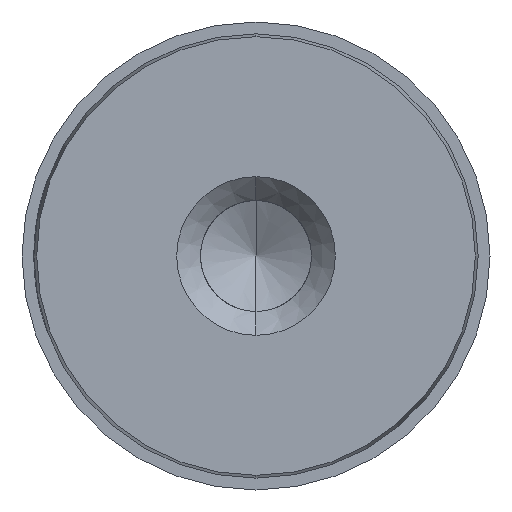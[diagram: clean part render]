
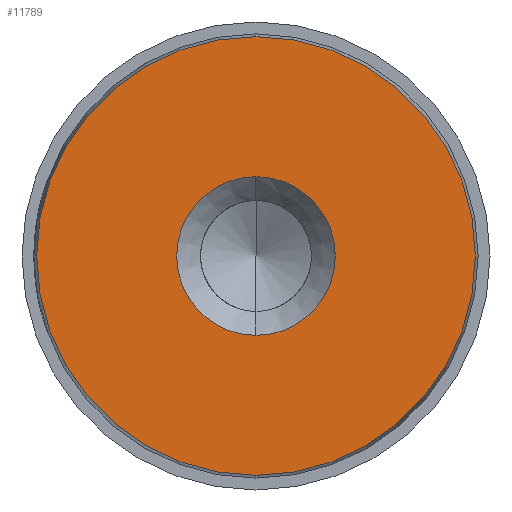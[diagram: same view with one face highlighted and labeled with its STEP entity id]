
A CAD part, left-side view. The second image highlights one B-rep face of the part: STEP entity #11789.
In plain terms, the highlighted planar face has unit normal (-1, 0, 0).
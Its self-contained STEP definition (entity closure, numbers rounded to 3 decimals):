
#369 = VERTEX_POINT ( 'NONE', #11435 ) ;
#721 = EDGE_CURVE ( 'NONE', #11182, #8430, #13886, .T. ) ;
#722 = CIRCLE ( 'NONE', #9757, 5. ) ;
#803 = PLANE ( 'NONE',  #5034 ) ;
#2824 = DIRECTION ( 'NONE',  ( -1., 0., 0. ) ) ;
#3249 = CARTESIAN_POINT ( 'NONE',  ( -84.6, 13., 0. ) ) ;
#3524 = CARTESIAN_POINT ( 'NONE',  ( -84.6, 0., 0. ) ) ;
#4111 = EDGE_CURVE ( 'NONE', #8430, #11182, #11044, .T. ) ;
#4296 = FACE_BOUND ( 'NONE', #15256, .T. ) ;
#5034 = AXIS2_PLACEMENT_3D ( 'NONE', #3249, #5593, #10512 ) ;
#5593 = DIRECTION ( 'NONE',  ( 1., 0., 0. ) ) ;
#5641 = DIRECTION ( 'NONE',  ( 0., 0., 1. ) ) ;
#5918 = CIRCLE ( 'NONE', #13412, 5. ) ;
#6643 = EDGE_CURVE ( 'NONE', #369, #7303, #722, .T. ) ;
#6858 = CARTESIAN_POINT ( 'NONE',  ( -84.6, 0., 0. ) ) ;
#7026 = ORIENTED_EDGE ( 'NONE', *, *, #6643, .F. ) ;
#7303 = VERTEX_POINT ( 'NONE', #15353 ) ;
#8073 = CARTESIAN_POINT ( 'NONE',  ( -84.6, 0., 0. ) ) ;
#8128 = DIRECTION ( 'NONE',  ( -1., 0., 0. ) ) ;
#8430 = VERTEX_POINT ( 'NONE', #11164 ) ;
#9644 = ORIENTED_EDGE ( 'NONE', *, *, #4111, .T. ) ;
#9757 = AXIS2_PLACEMENT_3D ( 'NONE', #8073, #2824, #12928 ) ;
#9982 = AXIS2_PLACEMENT_3D ( 'NONE', #3524, #8128, #13063 ) ;
#10287 = EDGE_CURVE ( 'NONE', #7303, #369, #5918, .T. ) ;
#10512 = DIRECTION ( 'NONE',  ( 0., 0., -1. ) ) ;
#10667 = FACE_OUTER_BOUND ( 'NONE', #11737, .T. ) ;
#10792 = CARTESIAN_POINT ( 'NONE',  ( -84.6, 0., -13.824 ) ) ;
#11044 = CIRCLE ( 'NONE', #11279, 13.824 ) ;
#11164 = CARTESIAN_POINT ( 'NONE',  ( -84.6, 0., 13.824 ) ) ;
#11182 = VERTEX_POINT ( 'NONE', #10792 ) ;
#11279 = AXIS2_PLACEMENT_3D ( 'NONE', #6858, #15444, #14389 ) ;
#11435 = CARTESIAN_POINT ( 'NONE',  ( -84.6, 0., -5. ) ) ;
#11737 = EDGE_LOOP ( 'NONE', ( #15318, #9644 ) ) ;
#11789 = ADVANCED_FACE ( 'NONE', ( #10667, #4296 ), #803, .F. ) ;
#12928 = DIRECTION ( 'NONE',  ( 0., 0., 1. ) ) ;
#12999 = DIRECTION ( 'NONE',  ( -1., 0., 0. ) ) ;
#13063 = DIRECTION ( 'NONE',  ( 0., 0., -1. ) ) ;
#13412 = AXIS2_PLACEMENT_3D ( 'NONE', #14233, #12999, #5641 ) ;
#13886 = CIRCLE ( 'NONE', #9982, 13.824 ) ;
#14233 = CARTESIAN_POINT ( 'NONE',  ( -84.6, 0., 0. ) ) ;
#14389 = DIRECTION ( 'NONE',  ( 0., 0., -1. ) ) ;
#14986 = ORIENTED_EDGE ( 'NONE', *, *, #10287, .F. ) ;
#15256 = EDGE_LOOP ( 'NONE', ( #14986, #7026 ) ) ;
#15318 = ORIENTED_EDGE ( 'NONE', *, *, #721, .T. ) ;
#15353 = CARTESIAN_POINT ( 'NONE',  ( -84.6, 0., 5. ) ) ;
#15444 = DIRECTION ( 'NONE',  ( -1., 0., 0. ) ) ;
